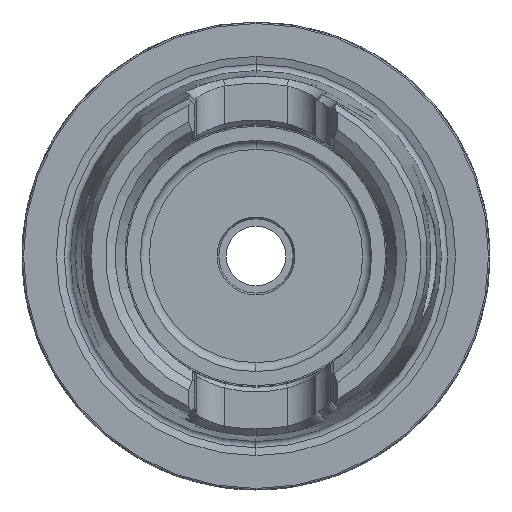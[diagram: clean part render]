
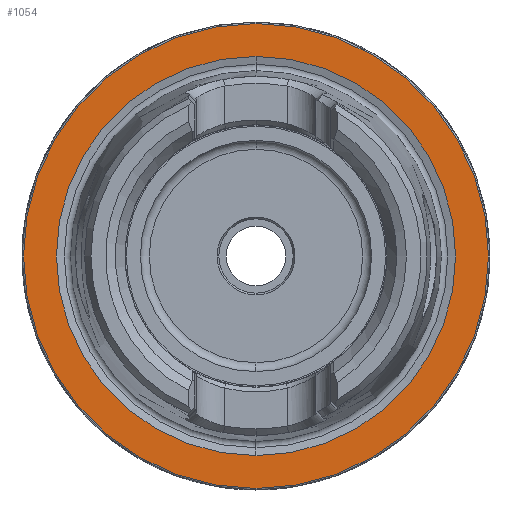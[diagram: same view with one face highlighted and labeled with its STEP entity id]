
A CAD part, left-side view. The second image highlights one B-rep face of the part: STEP entity #1054.
In plain terms, the highlighted planar face has unit normal (-1, 0, 0).
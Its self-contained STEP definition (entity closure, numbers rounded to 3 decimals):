
#63 = AXIS2_PLACEMENT_3D ( 'NONE', #11916, #8078, #12041 ) ;
#130 = FACE_OUTER_BOUND ( 'NONE', #2797, .T. ) ;
#285 = CIRCLE ( 'NONE', #7471, 31.275 ) ;
#1051 = VERTEX_POINT ( 'NONE', #8359 ) ;
#1054 = ADVANCED_FACE ( 'NONE', ( #11627, #130 ), #8374, .F. ) ;
#1103 = DIRECTION ( 'NONE',  ( 1., 0., 0. ) ) ;
#1789 = CIRCLE ( 'NONE', #2330, 26.85 ) ;
#1825 = EDGE_CURVE ( 'NONE', #5263, #1051, #3735, .T. ) ;
#2330 = AXIS2_PLACEMENT_3D ( 'NONE', #7007, #7005, #6978 ) ;
#2422 = EDGE_CURVE ( 'NONE', #10852, #5206, #7020, .T. ) ;
#2797 = EDGE_LOOP ( 'NONE', ( #5268, #4090 ) ) ;
#3543 = EDGE_CURVE ( 'NONE', #5206, #10852, #1789, .T. ) ;
#3735 = CIRCLE ( 'NONE', #63, 31.275 ) ;
#4090 = ORIENTED_EDGE ( 'NONE', *, *, #9296, .T. ) ;
#4492 = CARTESIAN_POINT ( 'NONE',  ( 0., 0., 26.85 ) ) ;
#4857 = DIRECTION ( 'NONE',  ( 0., 0., -1. ) ) ;
#5147 = DIRECTION ( 'NONE',  ( 0., 0., 1. ) ) ;
#5206 = VERTEX_POINT ( 'NONE', #9963 ) ;
#5263 = VERTEX_POINT ( 'NONE', #5462 ) ;
#5268 = ORIENTED_EDGE ( 'NONE', *, *, #1825, .T. ) ;
#5462 = CARTESIAN_POINT ( 'NONE',  ( 0., 0., 31.275 ) ) ;
#6450 = ORIENTED_EDGE ( 'NONE', *, *, #3543, .F. ) ;
#6978 = DIRECTION ( 'NONE',  ( 0., 0., 1. ) ) ;
#7005 = DIRECTION ( 'NONE',  ( -1., 0., 0. ) ) ;
#7007 = CARTESIAN_POINT ( 'NONE',  ( 0., 0., 0. ) ) ;
#7020 = CIRCLE ( 'NONE', #10386, 26.85 ) ;
#7183 = DIRECTION ( 'NONE',  ( -1., 0., 0. ) ) ;
#7471 = AXIS2_PLACEMENT_3D ( 'NONE', #7808, #7793, #7755 ) ;
#7755 = DIRECTION ( 'NONE',  ( 0., 0., 1. ) ) ;
#7793 = DIRECTION ( 'NONE',  ( -1., 0., 0. ) ) ;
#7808 = CARTESIAN_POINT ( 'NONE',  ( 0., 0., 0. ) ) ;
#8078 = DIRECTION ( 'NONE',  ( -1., 0., 0. ) ) ;
#8359 = CARTESIAN_POINT ( 'NONE',  ( 0., 0., -31.275 ) ) ;
#8374 = PLANE ( 'NONE',  #11616 ) ;
#9287 = EDGE_LOOP ( 'NONE', ( #10372, #6450 ) ) ;
#9296 = EDGE_CURVE ( 'NONE', #1051, #5263, #285, .T. ) ;
#9963 = CARTESIAN_POINT ( 'NONE',  ( 0., 0., -26.85 ) ) ;
#10372 = ORIENTED_EDGE ( 'NONE', *, *, #2422, .F. ) ;
#10386 = AXIS2_PLACEMENT_3D ( 'NONE', #10804, #7183, #5147 ) ;
#10519 = CARTESIAN_POINT ( 'NONE',  ( 0., 31.275, 0. ) ) ;
#10804 = CARTESIAN_POINT ( 'NONE',  ( 0., 0., 0. ) ) ;
#10852 = VERTEX_POINT ( 'NONE', #4492 ) ;
#11616 = AXIS2_PLACEMENT_3D ( 'NONE', #10519, #1103, #4857 ) ;
#11627 = FACE_BOUND ( 'NONE', #9287, .T. ) ;
#11916 = CARTESIAN_POINT ( 'NONE',  ( 0., 0., 0. ) ) ;
#12041 = DIRECTION ( 'NONE',  ( 0., 0., 1. ) ) ;
